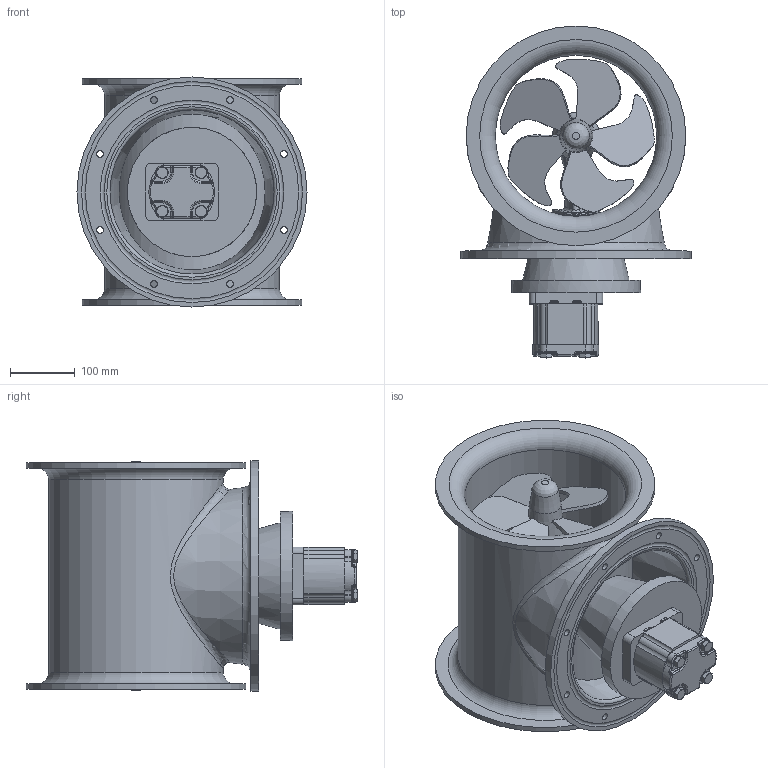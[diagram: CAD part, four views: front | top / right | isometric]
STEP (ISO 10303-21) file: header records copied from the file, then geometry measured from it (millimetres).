
FILE_DESCRIPTION(/* description */ (''),/* implementation_level */ '2;1');
FILE_NAME(/* name */ 'SH240-250HYD-250mm STERN .stp',/* time_stamp */ '2015-12-10T15:13:44+01:00',/* author */ ('elvira'),/* organization */ (''),/* preprocessor_version */ 'ST-DEVELOPER v15.6',/* originating_system */ 'Autodesk Inventor 2015',/* authorisation */ '');
FILE_SCHEMA (('AUTOMOTIVE_DESIGN { 1 0 10303 214 3 1 1 }'));
Length unit declared in the file: millimetre
Products named in the file (1): SM-118174
Bounding box: 356 x 513.35 x 356 mm (x, y, z)
Volume: 9085509.4 mm3; surface area: 1280347.6 mm2
Topology: 2 solids, 2 shells, 484 faces, 1156 edges, 697 vertices
Faces by surface type: plane 181, cylinder 150, bspline 59, torus 47, cone 35, sphere 12
Full cylindrical faces by diameter (mm): 10.5 x8, 12 x2, 14 x1, 18 x4, 45 x1, 46 x1, 73 x1, 200 x1, 250 x1, 270 x1, 339.865 x2, 356 x1
Entity records: 24803 total; most frequent: CARTESIAN_POINT 13655, DIRECTION 2240, ORIENTED_EDGE 2160, EDGE_CURVE 1080, AXIS2_PLACEMENT_3D 941, VERTEX_POINT 666, EDGE_LOOP 568, STYLED_ITEM 486
